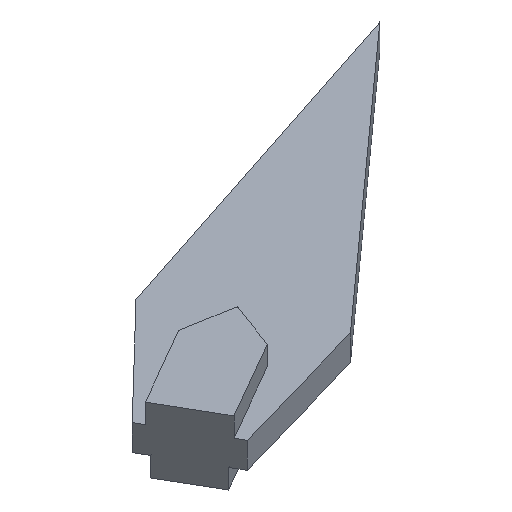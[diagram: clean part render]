
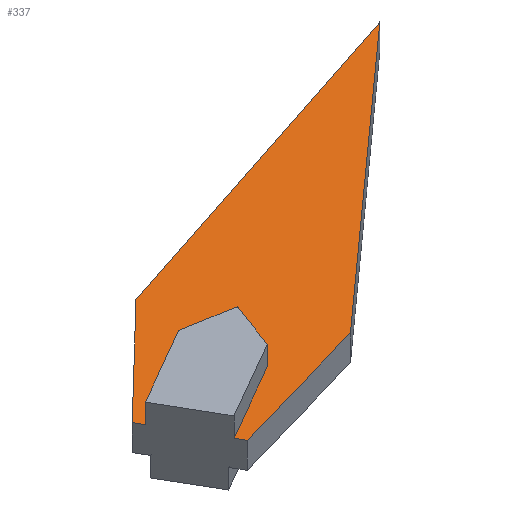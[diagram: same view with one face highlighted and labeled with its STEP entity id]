
A CAD part, isometric view. The second image highlights one B-rep face of the part: STEP entity #337.
In plain terms, the highlighted planar face has unit normal (0, 0, 1).
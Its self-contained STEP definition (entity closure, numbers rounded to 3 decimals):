
#31=FACE_OUTER_BOUND('',#48,.T.);
#48=EDGE_LOOP('',(#294,#295,#296,#297,#298,#299,#300,#301,#302,#303));
#49=LINE('',#454,#94);
#53=LINE('',#462,#98);
#56=LINE('',#468,#101);
#59=LINE('',#474,#104);
#76=LINE('',#507,#121);
#78=LINE('',#510,#123);
#87=LINE('',#530,#132);
#89=LINE('',#534,#134);
#91=LINE('',#538,#136);
#93=LINE('',#541,#138);
#94=VECTOR('',#373,10.);
#98=VECTOR('',#379,10.);
#101=VECTOR('',#384,10.);
#104=VECTOR('',#389,10.);
#121=VECTOR('',#410,10.);
#123=VECTOR('',#412,10.);
#132=VECTOR('',#435,10.);
#134=VECTOR('',#439,10.);
#136=VECTOR('',#443,10.);
#138=VECTOR('',#447,10.);
#139=VERTEX_POINT('',#452);
#140=VERTEX_POINT('',#453);
#143=VERTEX_POINT('',#461);
#145=VERTEX_POINT('',#467);
#147=VERTEX_POINT('',#473);
#161=VERTEX_POINT('',#505);
#162=VERTEX_POINT('',#509);
#166=VERTEX_POINT('',#529);
#167=VERTEX_POINT('',#533);
#168=VERTEX_POINT('',#537);
#169=EDGE_CURVE('',#139,#140,#49,.T.);
#173=EDGE_CURVE('',#143,#139,#53,.T.);
#176=EDGE_CURVE('',#145,#143,#56,.T.);
#179=EDGE_CURVE('',#140,#147,#59,.T.);
#196=EDGE_CURVE('',#147,#161,#76,.T.);
#198=EDGE_CURVE('',#162,#145,#78,.T.);
#207=EDGE_CURVE('',#166,#162,#87,.T.);
#209=EDGE_CURVE('',#167,#166,#89,.T.);
#211=EDGE_CURVE('',#168,#167,#91,.T.);
#213=EDGE_CURVE('',#161,#168,#93,.T.);
#294=ORIENTED_EDGE('',*,*,#179,.T.);
#295=ORIENTED_EDGE('',*,*,#196,.T.);
#296=ORIENTED_EDGE('',*,*,#213,.T.);
#297=ORIENTED_EDGE('',*,*,#211,.T.);
#298=ORIENTED_EDGE('',*,*,#209,.T.);
#299=ORIENTED_EDGE('',*,*,#207,.T.);
#300=ORIENTED_EDGE('',*,*,#198,.T.);
#301=ORIENTED_EDGE('',*,*,#176,.T.);
#302=ORIENTED_EDGE('',*,*,#173,.T.);
#303=ORIENTED_EDGE('',*,*,#169,.T.);
#320=PLANE('',#368);
#337=ADVANCED_FACE('',(#31),#320,.T.);
#368=AXIS2_PLACEMENT_3D('',#542,#448,#449);
#373=DIRECTION('',(-0.345,-0.939,0.));
#379=DIRECTION('',(0.985,-0.17,0.));
#384=DIRECTION('',(0.866,0.5,0.));
#389=DIRECTION('',(-0.866,-0.5,0.));
#410=DIRECTION('',(0.5,-0.866,0.));
#412=DIRECTION('',(0.5,-0.866,0.));
#435=DIRECTION('',(-0.719,-0.695,0.));
#439=DIRECTION('',(-0.95,-0.311,0.));
#443=DIRECTION('',(0.745,0.668,0.));
#447=DIRECTION('',(0.961,0.276,0.));
#448=DIRECTION('center_axis',(0.,0.,1.));
#449=DIRECTION('ref_axis',(1.,0.,0.));
#452=CARTESIAN_POINT('',(19.919,11.5,2.));
#453=CARTESIAN_POINT('',(18.571,7.835,2.));
#454=CARTESIAN_POINT('',(20.295,12.523,2.));
#461=CARTESIAN_POINT('',(16.071,12.165,2.));
#462=CARTESIAN_POINT('',(23.428,10.893,2.));
#467=CARTESIAN_POINT('',(10.008,8.665,2.));
#468=CARTESIAN_POINT('',(21.092,15.064,2.));
#473=CARTESIAN_POINT('',(12.508,4.335,2.));
#474=CARTESIAN_POINT('',(20.561,8.984,2.));
#505=CARTESIAN_POINT('',(12.879,3.693,2.));
#507=CARTESIAN_POINT('',(10.008,8.665,2.));
#509=CARTESIAN_POINT('',(9.638,9.307,2.));
#510=CARTESIAN_POINT('',(10.008,8.665,2.));
#529=CARTESIAN_POINT('',(17.983,17.366,2.));
#530=CARTESIAN_POINT('',(9.638,9.307,2.));
#533=CARTESIAN_POINT('',(45.899,26.5,2.));
#534=CARTESIAN_POINT('',(17.983,17.366,2.));
#537=CARTESIAN_POINT('',(24.032,6.891,2.));
#538=CARTESIAN_POINT('',(24.032,6.891,2.));
#541=CARTESIAN_POINT('',(12.879,3.693,2.));
#542=CARTESIAN_POINT('Origin',(27.769,15.096,2.));
